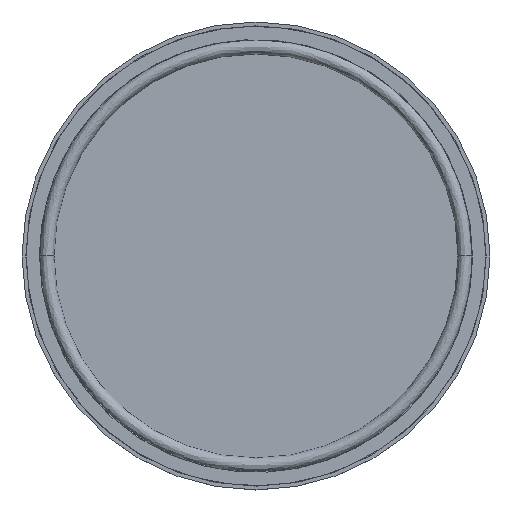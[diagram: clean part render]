
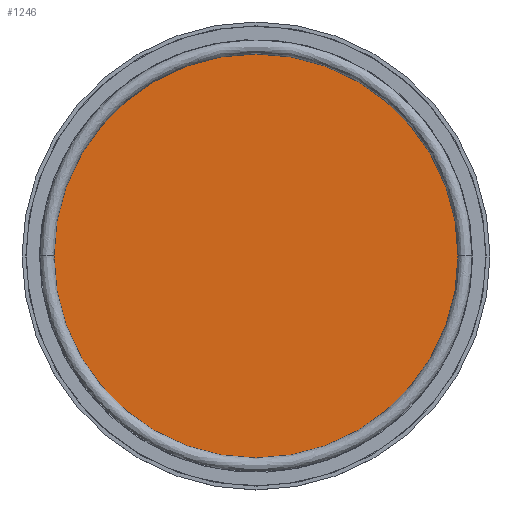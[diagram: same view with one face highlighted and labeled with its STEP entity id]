
A CAD part, top view. The second image highlights one B-rep face of the part: STEP entity #1246.
In plain terms, the highlighted planar face has unit normal (0, 0, 1).
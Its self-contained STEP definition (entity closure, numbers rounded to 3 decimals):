
#13 = DIRECTION ( 'NONE',  ( -1., 0., 0. ) ) ;
#59 = CARTESIAN_POINT ( 'NONE',  ( 0., 0., -1.8 ) ) ;
#276 = EDGE_LOOP ( 'NONE', ( #2664, #1954 ) ) ;
#718 = PLANE ( 'NONE',  #1619 ) ;
#769 = EDGE_CURVE ( 'NONE', #1373, #1479, #1058, .T. ) ;
#922 = CIRCLE ( 'NONE', #2570, 79.228 ) ;
#978 = DIRECTION ( 'NONE',  ( 0., 0., -1. ) ) ;
#1031 = DIRECTION ( 'NONE',  ( 0., 0., -1. ) ) ;
#1058 = CIRCLE ( 'NONE', #1674, 79.228 ) ;
#1223 = CARTESIAN_POINT ( 'NONE',  ( 79.228, 0., -1.8 ) ) ;
#1246 = ADVANCED_FACE ( 'NONE', ( #3090 ), #718, .F. ) ;
#1373 = VERTEX_POINT ( 'NONE', #1223 ) ;
#1442 = EDGE_CURVE ( 'NONE', #1479, #1373, #922, .T. ) ;
#1479 = VERTEX_POINT ( 'NONE', #2791 ) ;
#1619 = AXIS2_PLACEMENT_3D ( 'NONE', #2472, #978, #2726 ) ;
#1674 = AXIS2_PLACEMENT_3D ( 'NONE', #59, #1767, #13 ) ;
#1767 = DIRECTION ( 'NONE',  ( 0., 0., -1. ) ) ;
#1954 = ORIENTED_EDGE ( 'NONE', *, *, #769, .F. ) ;
#2472 = CARTESIAN_POINT ( 'NONE',  ( 0., -79.228, -1.8 ) ) ;
#2531 = CARTESIAN_POINT ( 'NONE',  ( 0., 0., -1.8 ) ) ;
#2570 = AXIS2_PLACEMENT_3D ( 'NONE', #2531, #1031, #2774 ) ;
#2664 = ORIENTED_EDGE ( 'NONE', *, *, #1442, .F. ) ;
#2726 = DIRECTION ( 'NONE',  ( -1., 0., 0. ) ) ;
#2774 = DIRECTION ( 'NONE',  ( -1., 0., 0. ) ) ;
#2791 = CARTESIAN_POINT ( 'NONE',  ( -79.228, 0., -1.8 ) ) ;
#3090 = FACE_OUTER_BOUND ( 'NONE', #276, .T. ) ;
